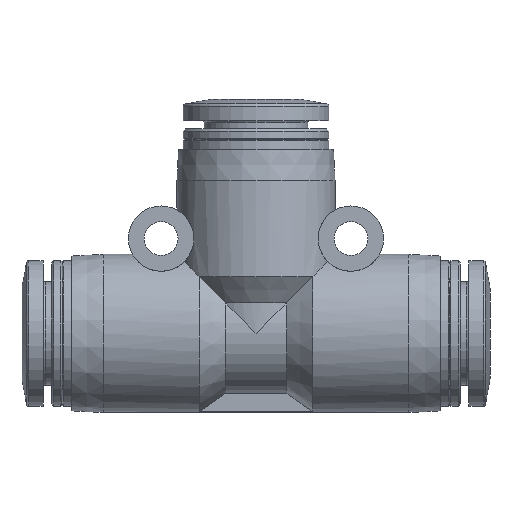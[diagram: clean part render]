
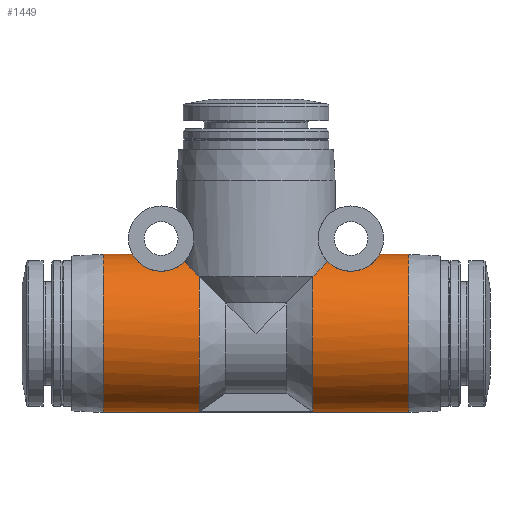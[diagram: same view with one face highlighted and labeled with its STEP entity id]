
A CAD part, front view. The second image highlights one B-rep face of the part: STEP entity #1449.
In plain terms, the highlighted cylindrical face has radius 7.5 mm (diameter 15 mm), a full revolution.
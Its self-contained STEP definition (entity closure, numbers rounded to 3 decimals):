
#72=LINE('',#2116,#76);
#73=LINE('',#2138,#77);
#76=VECTOR('',#1731,1000.);
#77=VECTOR('',#1736,1000.);
#82=B_SPLINE_CURVE_WITH_KNOTS('',3,(#2097,#2098,#2099,#2100,#2101,#2102,
#2103,#2104,#2105,#2106,#2107,#2108,#2109,#2110,#2111,#2112,#2113),
 .UNSPECIFIED.,.F.,.F.,(4,1,1,1,1,1,1,1,1,1,1,1,1,1,4),(0.016,
0.017,0.018,0.019,0.02,
0.021,0.023,0.025,0.027,
0.028,0.029,0.031,0.032,
0.033,0.034),.UNSPECIFIED.);
#83=B_SPLINE_CURVE_WITH_KNOTS('',3,(#2119,#2120,#2121,#2122,#2123,#2124,
#2125,#2126,#2127,#2128,#2129,#2130,#2131,#2132,#2133,#2134,#2135),
 .UNSPECIFIED.,.F.,.F.,(4,1,1,1,1,1,1,1,1,1,1,1,1,1,4),(0.003,
0.004,0.006,0.007,0.008,
0.009,0.01,0.012,0.015,
0.016,0.017,0.018,0.019,
0.02,0.022),.UNSPECIFIED.);
#94=ELLIPSE('',#1537,10.607,7.5);
#95=ELLIPSE('',#1539,10.607,7.5);
#96=ELLIPSE('',#1540,10.607,7.5);
#97=ELLIPSE('',#1542,10.607,7.5);
#115=ORIENTED_EDGE('',*,*,#321,.F.);
#116=ORIENTED_EDGE('',*,*,#322,.T.);
#117=ORIENTED_EDGE('',*,*,#323,.F.);
#118=ORIENTED_EDGE('',*,*,#320,.T.);
#119=ORIENTED_EDGE('',*,*,#324,.F.);
#120=ORIENTED_EDGE('',*,*,#325,.F.);
#121=ORIENTED_EDGE('',*,*,#326,.T.);
#122=ORIENTED_EDGE('',*,*,#318,.F.);
#123=ORIENTED_EDGE('',*,*,#327,.F.);
#124=ORIENTED_EDGE('',*,*,#316,.F.);
#125=ORIENTED_EDGE('',*,*,#328,.T.);
#126=ORIENTED_EDGE('',*,*,#329,.T.);
#127=ORIENTED_EDGE('',*,*,#330,.F.);
#128=ORIENTED_EDGE('',*,*,#314,.T.);
#314=EDGE_CURVE('',#418,#416,#94,.F.);
#316=EDGE_CURVE('',#419,#420,#95,.F.);
#318=EDGE_CURVE('',#421,#422,#96,.F.);
#320=EDGE_CURVE('',#417,#423,#97,.F.);
#321=EDGE_CURVE('',#424,#424,#505,.T.);
#322=EDGE_CURVE('',#425,#425,#506,.T.);
#323=EDGE_CURVE('',#417,#416,#82,.T.);
#324=EDGE_CURVE('',#426,#423,#507,.T.);
#325=EDGE_CURVE('',#427,#426,#72,.T.);
#326=EDGE_CURVE('',#427,#422,#508,.T.);
#327=EDGE_CURVE('',#420,#421,#83,.T.);
#328=EDGE_CURVE('',#419,#428,#509,.T.);
#329=EDGE_CURVE('',#428,#429,#73,.T.);
#330=EDGE_CURVE('',#418,#429,#510,.T.);
#416=VERTEX_POINT('',#2061);
#417=VERTEX_POINT('',#2062);
#418=VERTEX_POINT('',#2064);
#419=VERTEX_POINT('',#2066);
#420=VERTEX_POINT('',#2068);
#421=VERTEX_POINT('',#2086);
#422=VERTEX_POINT('',#2088);
#423=VERTEX_POINT('',#2090);
#424=VERTEX_POINT('',#2094);
#425=VERTEX_POINT('',#2096);
#426=VERTEX_POINT('',#2115);
#427=VERTEX_POINT('',#2117);
#428=VERTEX_POINT('',#2137);
#429=VERTEX_POINT('',#2139);
#505=CIRCLE('',#1544,7.5);
#506=CIRCLE('',#1545,7.5);
#507=CIRCLE('',#1546,7.5);
#508=CIRCLE('',#1547,7.5);
#509=CIRCLE('',#1548,7.5);
#510=CIRCLE('',#1549,7.5);
#582=EDGE_LOOP('',(#115));
#583=EDGE_LOOP('',(#116));
#584=EDGE_LOOP('',(#117,#118,#119,#120,#121,#122,#123,#124,#125,#126,#127,
#128));
#730=FACE_BOUND('',#582,.T.);
#731=FACE_BOUND('',#583,.T.);
#732=FACE_BOUND('',#584,.T.);
#875=CYLINDRICAL_SURFACE('',#1543,7.5);
#1449=ADVANCED_FACE('',(#730,#731,#732),#875,.T.);
#1537=AXIS2_PLACEMENT_3D('',#2063,#1711,#1712);
#1539=AXIS2_PLACEMENT_3D('',#2067,#1715,#1716);
#1540=AXIS2_PLACEMENT_3D('',#2087,#1717,#1718);
#1542=AXIS2_PLACEMENT_3D('',#2091,#1721,#1722);
#1543=AXIS2_PLACEMENT_3D('',#2092,#1723,#1724);
#1544=AXIS2_PLACEMENT_3D('',#2093,#1725,#1726);
#1545=AXIS2_PLACEMENT_3D('',#2095,#1727,#1728);
#1546=AXIS2_PLACEMENT_3D('',#2114,#1729,#1730);
#1547=AXIS2_PLACEMENT_3D('',#2118,#1732,#1733);
#1548=AXIS2_PLACEMENT_3D('',#2136,#1734,#1735);
#1549=AXIS2_PLACEMENT_3D('',#2140,#1737,#1738);
#1711=DIRECTION('',(0.707,0.,0.707));
#1712=DIRECTION('',(-0.707,0.,0.707));
#1715=DIRECTION('',(0.707,0.,-0.707));
#1716=DIRECTION('',(0.707,0.,0.707));
#1717=DIRECTION('',(0.707,0.,-0.707));
#1718=DIRECTION('',(0.707,0.,0.707));
#1721=DIRECTION('',(0.707,0.,0.707));
#1722=DIRECTION('',(-0.707,0.,0.707));
#1723=DIRECTION('',(1.,0.,0.));
#1724=DIRECTION('',(0.,0.,-1.));
#1725=DIRECTION('',(1.,0.,0.));
#1726=DIRECTION('',(0.,0.,-1.));
#1727=DIRECTION('',(1.,0.,0.));
#1728=DIRECTION('',(0.,0.,-1.));
#1729=DIRECTION('',(1.,0.,0.));
#1730=DIRECTION('',(0.,0.,-1.));
#1731=DIRECTION('',(-1.,0.,0.));
#1732=DIRECTION('',(1.,0.,0.));
#1733=DIRECTION('',(0.,0.,-1.));
#1734=DIRECTION('',(1.,0.,0.));
#1735=DIRECTION('',(0.,0.,-1.));
#1736=DIRECTION('',(-1.,0.,0.));
#1737=DIRECTION('',(1.,0.,0.));
#1738=DIRECTION('',(0.,0.,-1.));
#2061=CARTESIAN_POINT('',(-6.808,-3.147,6.808));
#2062=CARTESIAN_POINT('',(-6.808,3.147,6.808));
#2063=CARTESIAN_POINT('',(0.,0.,0.));
#2064=CARTESIAN_POINT('',(-5.4,-5.205,5.4));
#2066=CARTESIAN_POINT('',(5.4,-5.205,5.4));
#2067=CARTESIAN_POINT('',(0.,0.,0.));
#2068=CARTESIAN_POINT('',(6.808,-3.147,6.808));
#2086=CARTESIAN_POINT('',(6.808,3.147,6.808));
#2087=CARTESIAN_POINT('',(0.,0.,0.));
#2088=CARTESIAN_POINT('',(5.4,5.205,5.4));
#2090=CARTESIAN_POINT('',(-5.4,5.205,5.4));
#2091=CARTESIAN_POINT('',(0.,0.,0.));
#2092=CARTESIAN_POINT('',(22.2,0.,0.));
#2093=CARTESIAN_POINT('',(14.5,0.,0.));
#2094=CARTESIAN_POINT('',(14.5,0.,-7.5));
#2095=CARTESIAN_POINT('',(-14.5,0.,0.));
#2096=CARTESIAN_POINT('',(-14.5,0.,-7.5));
#2097=CARTESIAN_POINT('',(-6.808,3.147,6.808));
#2098=CARTESIAN_POINT('',(-6.957,3.469,6.659));
#2099=CARTESIAN_POINT('',(-7.346,4.063,6.326));
#2100=CARTESIAN_POINT('',(-8.317,4.632,5.902));
#2101=CARTESIAN_POINT('',(-9.53,4.67,5.87));
#2102=CARTESIAN_POINT('',(-10.553,4.159,6.261));
#2103=CARTESIAN_POINT('',(-11.18,3.299,6.764));
#2104=CARTESIAN_POINT('',(-11.632,1.923,7.318));
#2105=CARTESIAN_POINT('',(-11.767,-0.011,7.622));
#2106=CARTESIAN_POINT('',(-11.631,-1.925,7.317));
#2107=CARTESIAN_POINT('',(-11.18,-3.301,6.763));
#2108=CARTESIAN_POINT('',(-10.549,-4.161,6.26));
#2109=CARTESIAN_POINT('',(-9.535,-4.669,5.871));
#2110=CARTESIAN_POINT('',(-8.317,-4.633,5.901));
#2111=CARTESIAN_POINT('',(-7.346,-4.062,6.326));
#2112=CARTESIAN_POINT('',(-6.958,-3.471,6.658));
#2113=CARTESIAN_POINT('',(-6.808,-3.147,6.808));
#2114=CARTESIAN_POINT('',(-5.4,0.,0.));
#2115=CARTESIAN_POINT('',(-5.4,1.,-7.433));
#2116=CARTESIAN_POINT('',(5.4,1.,-7.433));
#2117=CARTESIAN_POINT('',(5.4,1.,-7.433));
#2118=CARTESIAN_POINT('',(5.4,0.,0.));
#2119=CARTESIAN_POINT('',(6.808,-3.147,6.808));
#2120=CARTESIAN_POINT('',(6.957,-3.47,6.659));
#2121=CARTESIAN_POINT('',(7.346,-4.063,6.326));
#2122=CARTESIAN_POINT('',(8.315,-4.631,5.903));
#2123=CARTESIAN_POINT('',(9.529,-4.67,5.869));
#2124=CARTESIAN_POINT('',(10.551,-4.16,6.261));
#2125=CARTESIAN_POINT('',(11.18,-3.299,6.764));
#2126=CARTESIAN_POINT('',(11.631,-1.925,7.317));
#2127=CARTESIAN_POINT('',(11.767,-0.002,7.621));
#2128=CARTESIAN_POINT('',(11.632,1.916,7.32));
#2129=CARTESIAN_POINT('',(11.182,3.297,6.765));
#2130=CARTESIAN_POINT('',(10.553,4.158,6.262));
#2131=CARTESIAN_POINT('',(9.537,4.669,5.871));
#2132=CARTESIAN_POINT('',(8.319,4.633,5.901));
#2133=CARTESIAN_POINT('',(7.346,4.062,6.326));
#2134=CARTESIAN_POINT('',(6.958,3.472,6.658));
#2135=CARTESIAN_POINT('',(6.808,3.147,6.808));
#2136=CARTESIAN_POINT('',(5.4,0.,0.));
#2137=CARTESIAN_POINT('',(5.4,-1.,-7.433));
#2138=CARTESIAN_POINT('',(5.4,-1.,-7.433));
#2139=CARTESIAN_POINT('',(-5.4,-1.,-7.433));
#2140=CARTESIAN_POINT('',(-5.4,0.,0.));
